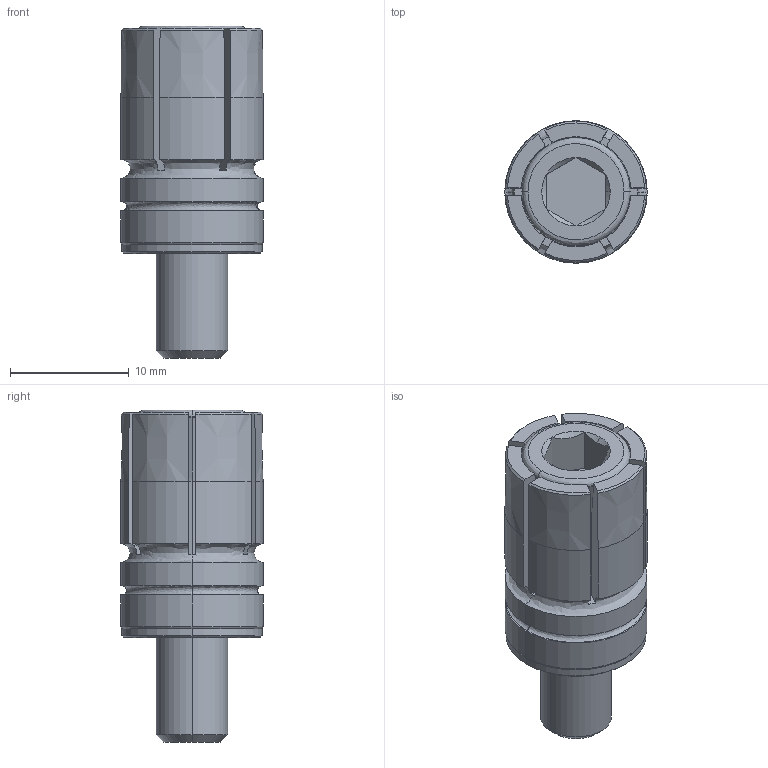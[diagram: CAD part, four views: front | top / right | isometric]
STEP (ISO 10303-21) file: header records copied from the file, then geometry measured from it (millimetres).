
FILE_DESCRIPTION (( 'STEP AP203' ), '1' );
FILE_NAME ('pepp12s.STEP', '2021-10-26T05:29:55', ( '' ), ( '' ), 'SwSTEP 2.0', 'SolidWorks 2020', '' );
FILE_SCHEMA (( 'CONFIG_CONTROL_DESIGN' ));
Length unit declared in the file: millimetre
Products named in the file (3): pepp12s_01; pepp12s; pepp12s_02
Assembly tree (2 placements, depth 2):
  pepp12s
    pepp12s_01
    pepp12s_02
Bounding box: 12 x 12 x 28 mm (x, y, z)
Volume: 1877.9 mm3; surface area: 2243.5 mm2
Topology: 2 solids, 2 shells, 108 faces, 277 edges, 176 vertices
Faces by surface type: plane 43, cone 34, cylinder 23, bspline 8
Entity records: 4146 total; most frequent: CARTESIAN_POINT 1263, ORIENTED_EDGE 554, DIRECTION 543, EDGE_CURVE 277, AXIS2_PLACEMENT_3D 216, VERTEX_POINT 176, EDGE_LOOP 113, VECTOR 111
